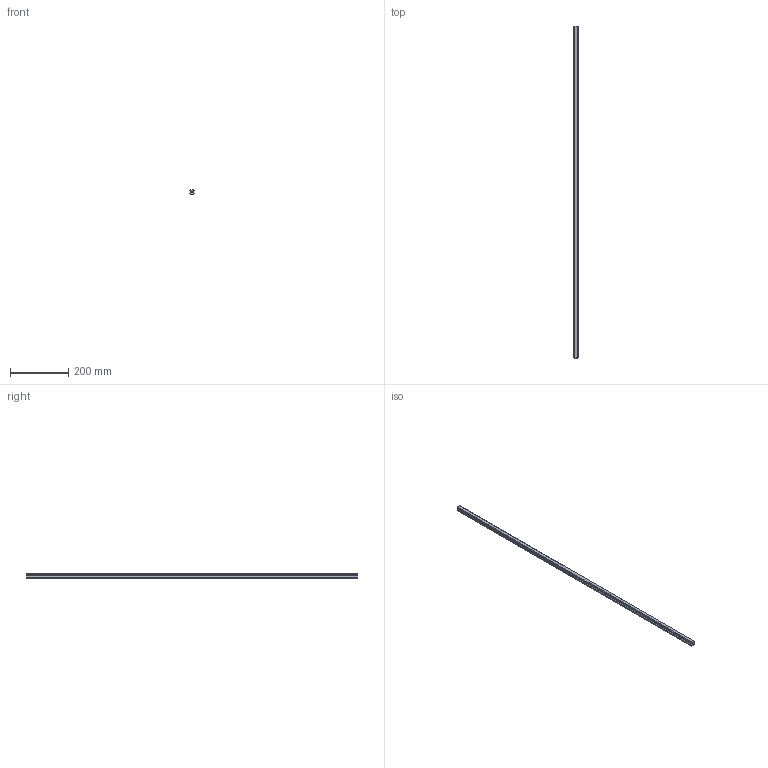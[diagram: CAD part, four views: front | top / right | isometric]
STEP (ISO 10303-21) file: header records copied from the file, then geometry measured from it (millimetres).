
FILE_DESCRIPTION(('STEP AP214'),'1');
FILE_NAME('cctmp_C4E87E17-01C6-463D-AA18-63B8A5786DC1_2021_01_19_13_52_35_0503..stp','2021-01-19T12:52:35',('HIWIN GmbH'),('CADClick - www.CADClick.com'),'Spatial InterOp 3D',' ','unknown authorization');
FILE_SCHEMA(('AUTOMOTIVE_DESIGN'));
Length unit declared in the file: millimetre
Products named in the file (1): HGR15T1140C_FILE
Bounding box: 15 x 1140 x 15 mm (x, y, z)
Volume: 213992.1 mm3; surface area: 72545.9 mm2
Topology: 1 solids, 1 shells, 191 faces, 517 edges, 313 vertices
Faces by surface type: plane 89, cylinder 64, cone 38
Entity records: 7241 total; most frequent: DIRECTION 991, CARTESIAN_POINT 984, ORIENTED_EDGE 958, EDGE_CURVE 479, LINE 351, VECTOR 351, AXIS2_PLACEMENT_3D 320, VERTEX_POINT 313
